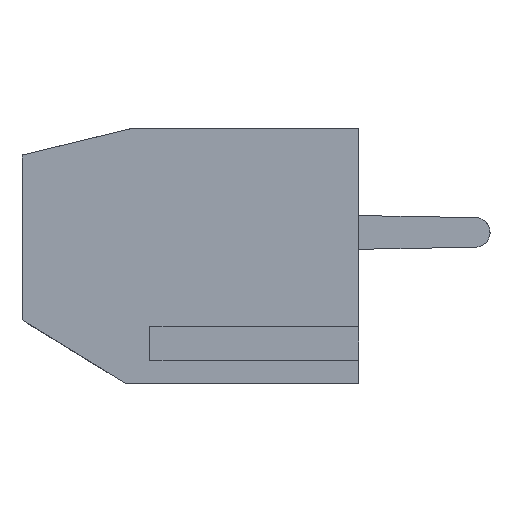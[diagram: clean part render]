
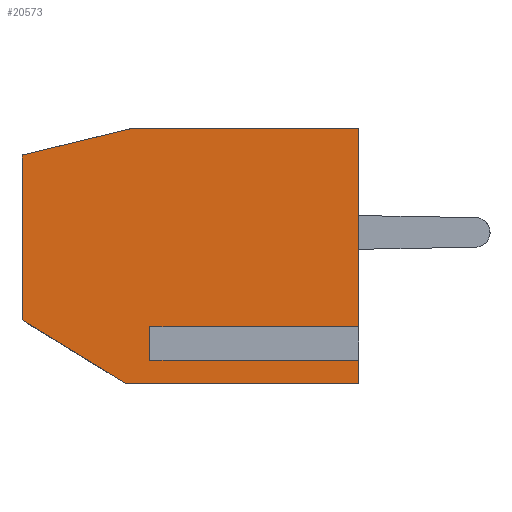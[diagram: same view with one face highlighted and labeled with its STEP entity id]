
A CAD part, left-side view. The second image highlights one B-rep face of the part: STEP entity #20573.
In plain terms, the highlighted planar face has unit normal (-1, 0, 0).
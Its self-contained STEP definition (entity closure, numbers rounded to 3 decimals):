
#195 = VERTEX_POINT ( 'NONE', #19115 ) ;
#450 = CARTESIAN_POINT ( 'NONE',  ( 0., 0., 7.6 ) ) ;
#1346 = LINE ( 'NONE', #17911, #28955 ) ;
#2191 = DIRECTION ( 'NONE',  ( 0., 0., 1. ) ) ;
#2469 = EDGE_CURVE ( 'NONE', #7061, #19408, #15915, .T. ) ;
#2477 = DIRECTION ( 'NONE',  ( 0., 0., 1. ) ) ;
#2483 = CARTESIAN_POINT ( 'NONE',  ( 0., 0., 7.6 ) ) ;
#3026 = LINE ( 'NONE', #17977, #12371 ) ;
#3954 = CARTESIAN_POINT ( 'NONE',  ( 0., 10., 6.8 ) ) ;
#4272 = CARTESIAN_POINT ( 'NONE',  ( 0., 6.2, 0.918 ) ) ;
#4756 = CARTESIAN_POINT ( 'NONE',  ( 0., 10., 7.6 ) ) ;
#4899 = DIRECTION ( 'NONE',  ( 0., 0., 1. ) ) ;
#5048 = LINE ( 'NONE', #2483, #10634 ) ;
#5447 = VECTOR ( 'NONE', #9762, 1000. ) ;
#5545 = FACE_OUTER_BOUND ( 'NONE', #11136, .T. ) ;
#5702 = DIRECTION ( 'NONE',  ( 1., 0., 0. ) ) ;
#6184 = PLANE ( 'NONE',  #30849 ) ;
#7061 = VERTEX_POINT ( 'NONE', #14241 ) ;
#7236 = EDGE_CURVE ( 'NONE', #8277, #21835, #24417, .T. ) ;
#7843 = ORIENTED_EDGE ( 'NONE', *, *, #12076, .F. ) ;
#7865 = ORIENTED_EDGE ( 'NONE', *, *, #16636, .T. ) ;
#8140 = DIRECTION ( 'NONE',  ( 0., 0., -1. ) ) ;
#8277 = VERTEX_POINT ( 'NONE', #31617 ) ;
#9018 = VERTEX_POINT ( 'NONE', #26157 ) ;
#9101 = ORIENTED_EDGE ( 'NONE', *, *, #20682, .F. ) ;
#9305 = LINE ( 'NONE', #4272, #27658 ) ;
#9737 = VECTOR ( 'NONE', #2191, 1000. ) ;
#9743 = LINE ( 'NONE', #11670, #10785 ) ;
#9762 = DIRECTION ( 'NONE',  ( 0., -1., 0. ) ) ;
#10536 = CARTESIAN_POINT ( 'NONE',  ( 0., 10., 7.6 ) ) ;
#10634 = VECTOR ( 'NONE', #4899, 1000. ) ;
#10778 = CARTESIAN_POINT ( 'NONE',  ( 0., 0., 0.918 ) ) ;
#10785 = VECTOR ( 'NONE', #31814, 1000. ) ;
#11063 = EDGE_CURVE ( 'NONE', #195, #7061, #9305, .T. ) ;
#11136 = EDGE_LOOP ( 'NONE', ( #21342, #25945, #9101, #28927, #27062, #7843, #26634, #25859, #7865, #11810 ) ) ;
#11670 = CARTESIAN_POINT ( 'NONE',  ( 0., 10., 1.9 ) ) ;
#11777 = VECTOR ( 'NONE', #23600, 1000. ) ;
#11810 = ORIENTED_EDGE ( 'NONE', *, *, #16560, .F. ) ;
#12076 = EDGE_CURVE ( 'NONE', #195, #21835, #1346, .T. ) ;
#12151 = LINE ( 'NONE', #4756, #23944 ) ;
#12371 = VECTOR ( 'NONE', #22546, 1000. ) ;
#14201 = EDGE_CURVE ( 'NONE', #20741, #28261, #12151, .T. ) ;
#14241 = CARTESIAN_POINT ( 'NONE',  ( 0., 6.2, 1.482 ) ) ;
#14460 = CARTESIAN_POINT ( 'NONE',  ( 0., 0., 7.6 ) ) ;
#15598 = CARTESIAN_POINT ( 'NONE',  ( 0., 6.2, 1.482 ) ) ;
#15915 = LINE ( 'NONE', #15598, #25761 ) ;
#16509 = LINE ( 'NONE', #19398, #5447 ) ;
#16560 = EDGE_CURVE ( 'NONE', #27317, #25713, #16509, .T. ) ;
#16636 = EDGE_CURVE ( 'NONE', #19408, #25713, #5048, .T. ) ;
#17911 = CARTESIAN_POINT ( 'NONE',  ( 0., 6.2, 0.918 ) ) ;
#17977 = CARTESIAN_POINT ( 'NONE',  ( 0., 10., 0. ) ) ;
#18175 = EDGE_CURVE ( 'NONE', #28261, #27317, #28455, .T. ) ;
#19115 = CARTESIAN_POINT ( 'NONE',  ( 0., 6.2, 0.918 ) ) ;
#19398 = CARTESIAN_POINT ( 'NONE',  ( 0., 10., 7.6 ) ) ;
#19408 = VERTEX_POINT ( 'NONE', #22460 ) ;
#19445 = CARTESIAN_POINT ( 'NONE',  ( 0., 10., 6.8 ) ) ;
#19479 = EDGE_CURVE ( 'NONE', #9018, #8277, #3026, .T. ) ;
#20573 = ADVANCED_FACE ( 'NONE', ( #5545 ), #6184, .F. ) ;
#20682 = EDGE_CURVE ( 'NONE', #9018, #20741, #9743, .T. ) ;
#20741 = VERTEX_POINT ( 'NONE', #21674 ) ;
#20861 = DIRECTION ( 'NONE',  ( 0., -1., 0. ) ) ;
#21342 = ORIENTED_EDGE ( 'NONE', *, *, #18175, .F. ) ;
#21674 = CARTESIAN_POINT ( 'NONE',  ( 0., 10., 1.9 ) ) ;
#21835 = VERTEX_POINT ( 'NONE', #10778 ) ;
#22460 = CARTESIAN_POINT ( 'NONE',  ( 0., 0., 1.482 ) ) ;
#22546 = DIRECTION ( 'NONE',  ( 0., -1., 0. ) ) ;
#22915 = CARTESIAN_POINT ( 'NONE',  ( 0., 6.7, 7.6 ) ) ;
#23600 = DIRECTION ( 'NONE',  ( 0., -0.972, 0.236 ) ) ;
#23924 = DIRECTION ( 'NONE',  ( 0., 0., 1. ) ) ;
#23944 = VECTOR ( 'NONE', #2477, 1000. ) ;
#24417 = LINE ( 'NONE', #14460, #9737 ) ;
#25713 = VERTEX_POINT ( 'NONE', #450 ) ;
#25761 = VECTOR ( 'NONE', #28187, 1000. ) ;
#25859 = ORIENTED_EDGE ( 'NONE', *, *, #2469, .T. ) ;
#25945 = ORIENTED_EDGE ( 'NONE', *, *, #14201, .F. ) ;
#26157 = CARTESIAN_POINT ( 'NONE',  ( 0., 6.9, 0. ) ) ;
#26634 = ORIENTED_EDGE ( 'NONE', *, *, #11063, .T. ) ;
#27062 = ORIENTED_EDGE ( 'NONE', *, *, #7236, .T. ) ;
#27317 = VERTEX_POINT ( 'NONE', #22915 ) ;
#27658 = VECTOR ( 'NONE', #23924, 1000. ) ;
#28187 = DIRECTION ( 'NONE',  ( 0., -1., 0. ) ) ;
#28261 = VERTEX_POINT ( 'NONE', #19445 ) ;
#28455 = LINE ( 'NONE', #3954, #11777 ) ;
#28927 = ORIENTED_EDGE ( 'NONE', *, *, #19479, .T. ) ;
#28955 = VECTOR ( 'NONE', #20861, 1000. ) ;
#30849 = AXIS2_PLACEMENT_3D ( 'NONE', #10536, #5702, #8140 ) ;
#31617 = CARTESIAN_POINT ( 'NONE',  ( 0., 0., 0. ) ) ;
#31814 = DIRECTION ( 'NONE',  ( 0., 0.853, 0.523 ) ) ;
